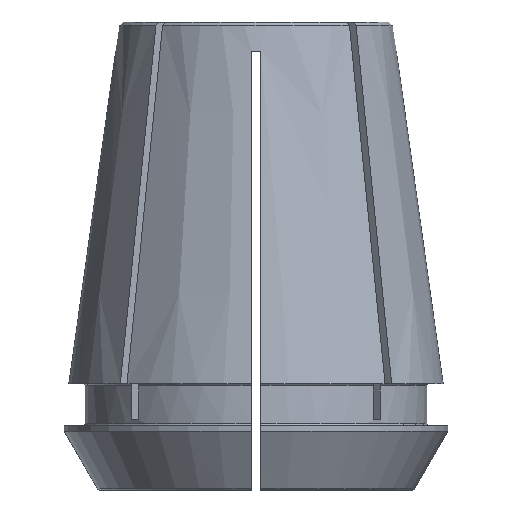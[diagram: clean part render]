
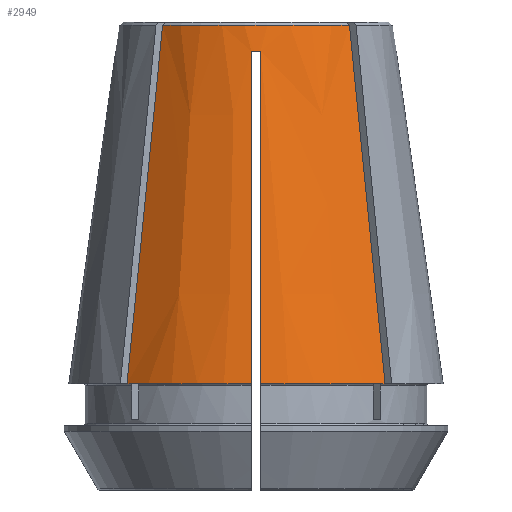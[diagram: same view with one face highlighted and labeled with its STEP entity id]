
A CAD part, front view. The second image highlights one B-rep face of the part: STEP entity #2949.
In plain terms, the highlighted conical face has half-angle 8 degrees and reference radius 11.657 mm.
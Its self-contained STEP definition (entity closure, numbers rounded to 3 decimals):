
#144=B_SPLINE_CURVE_WITH_KNOTS('',3,(#4517,#4518,#4519,#4520,#4521,#4522,
#4523,#4524,#4525,#4526),.UNSPECIFIED.,.F.,.F.,(4,3,3,4),(0.018,
0.022,0.044,0.047),.UNSPECIFIED.);
#147=B_SPLINE_CURVE_WITH_KNOTS('',3,(#4582,#4583,#4584,#4585,#4586,#4587,
#4588),.UNSPECIFIED.,.F.,.F.,(4,3,4),(0.,0.021,
0.031),.UNSPECIFIED.);
#157=B_SPLINE_CURVE_WITH_KNOTS('',3,(#5022,#5023,#5024,#5025),
 .UNSPECIFIED.,.F.,.F.,(4,4),(0.,0.031),
 .UNSPECIFIED.);
#158=B_SPLINE_CURVE_WITH_KNOTS('',3,(#5028,#5029,#5030,#5031,#5032,#5033,
#5034,#5035,#5036,#5037),.UNSPECIFIED.,.F.,.F.,(4,3,3,4),(0.018,
0.022,0.044,0.047),.UNSPECIFIED.);
#234=CIRCLE('',#3079,12.009);
#317=CIRCLE('',#3239,11.699);
#318=CIRCLE('',#3241,16.);
#319=CIRCLE('',#3242,16.);
#836=ORIENTED_EDGE('',*,*,#1611,.T.);
#837=ORIENTED_EDGE('',*,*,#1612,.T.);
#838=ORIENTED_EDGE('',*,*,#1609,.F.);
#839=ORIENTED_EDGE('',*,*,#1410,.T.);
#840=ORIENTED_EDGE('',*,*,#1613,.T.);
#841=ORIENTED_EDGE('',*,*,#1614,.F.);
#842=ORIENTED_EDGE('',*,*,#1368,.F.);
#843=ORIENTED_EDGE('',*,*,#1385,.T.);
#1368=EDGE_CURVE('',#1815,#1817,#234,.T.);
#1385=EDGE_CURVE('',#1815,#1830,#144,.T.);
#1410=EDGE_CURVE('',#1852,#1851,#147,.T.);
#1609=EDGE_CURVE('',#1852,#1982,#317,.T.);
#1611=EDGE_CURVE('',#1830,#1983,#318,.T.);
#1612=EDGE_CURVE('',#1983,#1982,#157,.T.);
#1613=EDGE_CURVE('',#1851,#1984,#319,.T.);
#1614=EDGE_CURVE('',#1817,#1984,#158,.T.);
#1815=VERTEX_POINT('',#4474);
#1817=VERTEX_POINT('',#4477);
#1830=VERTEX_POINT('',#4516);
#1851=VERTEX_POINT('',#4581);
#1852=VERTEX_POINT('',#4589);
#1982=VERTEX_POINT('',#5017);
#1983=VERTEX_POINT('',#5021);
#1984=VERTEX_POINT('',#5027);
#2617=EDGE_LOOP('',(#836,#837,#838,#839,#840,#841,#842,#843));
#2769=FACE_BOUND('',#2617,.T.);
#2840=CONICAL_SURFACE('',#3240,11.657,0.14);
#2949=ADVANCED_FACE('',(#2769),#2840,.T.);
#3079=AXIS2_PLACEMENT_3D('',#4476,#3504,#3505);
#3239=AXIS2_PLACEMENT_3D('',#5016,#3966,#3967);
#3240=AXIS2_PLACEMENT_3D('',#5019,#3969,#3970);
#3241=AXIS2_PLACEMENT_3D('',#5020,#3971,#3972);
#3242=AXIS2_PLACEMENT_3D('',#5026,#3973,#3974);
#3504=DIRECTION('',(0.,0.,-1.));
#3505=DIRECTION('',(-1.,0.,0.));
#3966=DIRECTION('',(0.,0.,1.));
#3967=DIRECTION('',(1.,0.,0.));
#3969=DIRECTION('',(0.,0.,-1.));
#3970=DIRECTION('',(-1.,0.,0.));
#3971=DIRECTION('',(0.,0.,1.));
#3972=DIRECTION('',(1.,0.,0.));
#3973=DIRECTION('',(0.,0.,1.));
#3974=DIRECTION('',(1.,0.,0.));
#4474=CARTESIAN_POINT('',(0.4,-12.002,32.));
#4476=CARTESIAN_POINT('',(0.,0.,32.));
#4477=CARTESIAN_POINT('',(-0.4,-12.002,32.));
#4516=CARTESIAN_POINT('',(0.4,-15.995,3.6));
#4517=CARTESIAN_POINT('',(0.4,-12.002,32.));
#4518=CARTESIAN_POINT('',(0.4,-12.169,30.811));
#4519=CARTESIAN_POINT('',(0.4,-12.336,29.622));
#4520=CARTESIAN_POINT('',(0.4,-12.503,28.433));
#4521=CARTESIAN_POINT('',(0.4,-13.523,21.184));
#4522=CARTESIAN_POINT('',(0.4,-14.542,13.934));
#4523=CARTESIAN_POINT('',(0.4,-15.561,6.684));
#4524=CARTESIAN_POINT('',(0.4,-15.706,5.656));
#4525=CARTESIAN_POINT('',(0.4,-15.85,4.628));
#4526=CARTESIAN_POINT('',(0.4,-15.995,3.6));
#4581=CARTESIAN_POINT('',(-11.027,-11.593,3.6));
#4582=CARTESIAN_POINT('',(-7.985,-8.55,34.203));
#4583=CARTESIAN_POINT('',(-8.659,-9.225,27.423));
#4584=CARTESIAN_POINT('',(-9.333,-9.899,20.643));
#4585=CARTESIAN_POINT('',(-10.007,-10.573,13.864));
#4586=CARTESIAN_POINT('',(-10.347,-10.913,10.442));
#4587=CARTESIAN_POINT('',(-10.687,-11.253,7.021));
#4588=CARTESIAN_POINT('',(-11.027,-11.593,3.6));
#4589=CARTESIAN_POINT('',(-7.985,-8.55,34.203));
#5016=CARTESIAN_POINT('',(0.,0.,34.203));
#5017=CARTESIAN_POINT('',(7.985,-8.55,34.203));
#5019=CARTESIAN_POINT('',(0.,0.,34.5));
#5020=CARTESIAN_POINT('',(0.,0.,3.6));
#5021=CARTESIAN_POINT('',(11.027,-11.593,3.6));
#5022=CARTESIAN_POINT('',(11.027,-11.593,3.6));
#5023=CARTESIAN_POINT('',(10.013,-10.579,13.801));
#5024=CARTESIAN_POINT('',(8.999,-9.565,24.002));
#5025=CARTESIAN_POINT('',(7.985,-8.55,34.203));
#5026=CARTESIAN_POINT('',(0.,0.,3.6));
#5027=CARTESIAN_POINT('',(-0.4,-15.995,3.6));
#5028=CARTESIAN_POINT('',(-0.4,-12.002,32.));
#5029=CARTESIAN_POINT('',(-0.4,-12.169,30.811));
#5030=CARTESIAN_POINT('',(-0.4,-12.336,29.622));
#5031=CARTESIAN_POINT('',(-0.4,-12.503,28.433));
#5032=CARTESIAN_POINT('',(-0.4,-13.523,21.184));
#5033=CARTESIAN_POINT('',(-0.4,-14.542,13.934));
#5034=CARTESIAN_POINT('',(-0.4,-15.561,6.684));
#5035=CARTESIAN_POINT('',(-0.4,-15.706,5.656));
#5036=CARTESIAN_POINT('',(-0.4,-15.85,4.628));
#5037=CARTESIAN_POINT('',(-0.4,-15.995,3.6));
